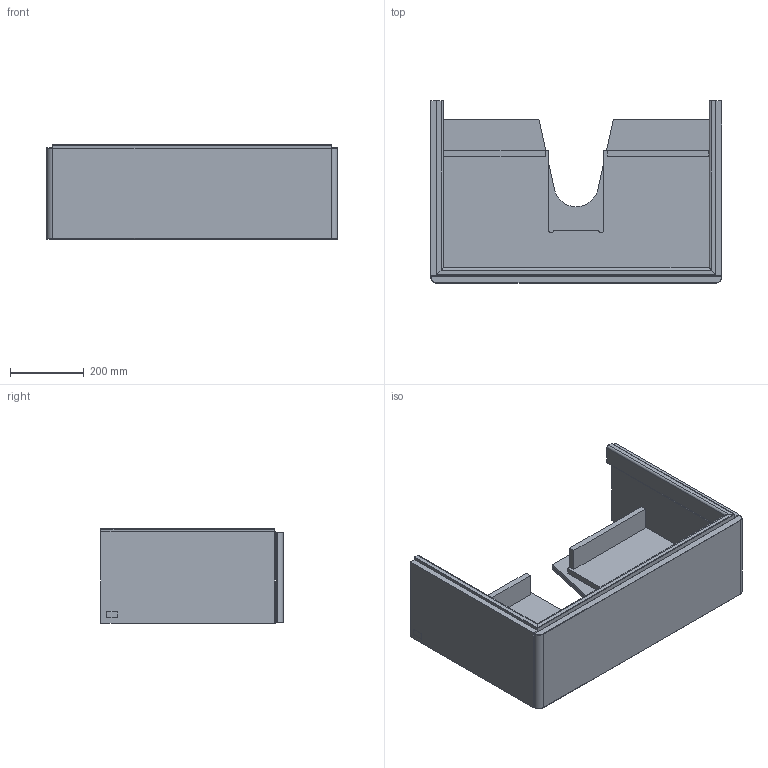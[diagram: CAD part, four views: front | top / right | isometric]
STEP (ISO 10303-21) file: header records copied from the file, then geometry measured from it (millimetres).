
FILE_DESCRIPTION((' '),'2;1');
FILE_NAME('K010_L010.stp','2023-04-19T13:25:26',(' '),(' '),' ','ACIS',' ');
FILE_SCHEMA(('CONFIG_CONTROL_DESIGN'));
Length unit declared in the file: millimetre
Products named in the file (13): K010_L010.stp; K010_L010_ForBodies; Körper1; Körper2; Körper3; Körper4; Körper5; Körper6; Körper7; Körper8; Körper9; Körper10; Körper11
Assembly tree (12 placements, depth 2):
  K010_L010.stp
    K010_L010_ForBodies
    Körper1
    Körper2
    Körper3
    Körper4
    Körper5
    Körper6
    Körper7
    Körper8
    Körper9
    Körper10
    Körper11
Bounding box: 789 x 493 x 256 mm (x, y, z)
Volume: 17437200.5 mm3; surface area: 2378697.3 mm2
Topology: 11 solids, 12 shells, 145 faces, 346 edges, 220 vertices
Faces by surface type: plane 106, cylinder 31, cone 4, sphere 4
Entity records: 5944 total; most frequent: DIRECTION 748, CARTESIAN_POINT 732, ORIENTED_EDGE 680, EDGE_CURVE 342, VECTOR 276, LINE 276, AXIS2_PLACEMENT_3D 236, VERTEX_POINT 220
